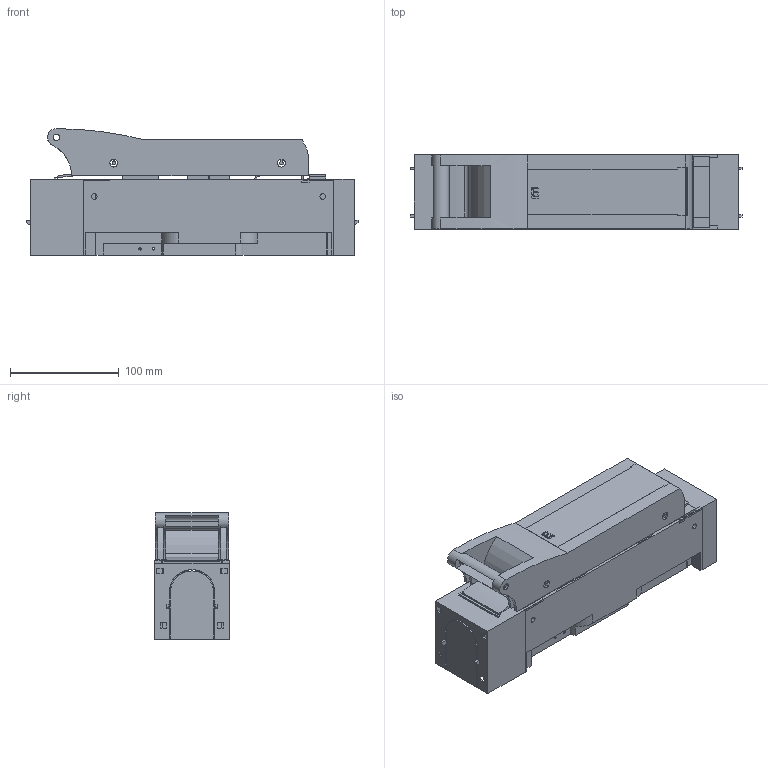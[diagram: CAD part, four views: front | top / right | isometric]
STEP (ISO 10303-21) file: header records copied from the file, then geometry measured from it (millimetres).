
FILE_DESCRIPTION((''),'2;1');
FILE_NAME('KETO-1-1_F_ASM','2021-03-29T',('marketing.praksa'),('Audax d.o.o.'),'CREO PARAMETRIC BY PTC INC, 2017480','CREO PARAMETRIC BY PTC INC, 2017480','');
FILE_SCHEMA(('AUTOMOTIVE_DESIGN { 1 0 10303 214 1 1 1 1 }'));
Length unit declared in the file: millimetre
Products named in the file (10): 158634_L_ANSCHLUSSLASCHE_GR1; 34221_L01_SCHUTZABDECKUNG_OBEN_; 34220_L02_GEHAEUSE_GR_1_1-POLIG; 34222_L_SCHUTZABDECKUNG_UNTEN_G; 34201_L_FRONTPLATTE_GR1_1-POL_1; ETI_LOGO_1_1_1_1_1_1_1_2_3_4_15; ETI_LOGO_2_1_1_1_1_1_1_2_3_4_15; ETI_LOGO_3_1_1_1_1_1_1_2_3_4_15; 34208_L01_SCHEIBE_GR1_1; KETO-1-1_F_ASM
Assembly tree (10 placements, depth 2):
  KETO-1-1_F_ASM
    158634_L_ANSCHLUSSLASCHE_GR1  x2
    34221_L01_SCHUTZABDECKUNG_OBEN_
    34220_L02_GEHAEUSE_GR_1_1-POLIG
    34222_L_SCHUTZABDECKUNG_UNTEN_G
    34201_L_FRONTPLATTE_GR1_1-POL_1
    ETI_LOGO_1_1_1_1_1_1_1_2_3_4_15
    ETI_LOGO_2_1_1_1_1_1_1_2_3_4_15
    ETI_LOGO_3_1_1_1_1_1_1_2_3_4_15
    34208_L01_SCHEIBE_GR1_1
Bounding box: 305.35 x 68.5 x 116.3 mm (x, y, z)
Volume: 788173.6 mm3; surface area: 333660.1 mm2
Topology: 10 solids, 10 shells, 896 faces, 2773 edges, 1878 vertices
Faces by surface type: plane 675, cylinder 209, cone 12
Entity records: 45180 total; most frequent: CARTESIAN_POINT 5622, ORIENTED_EDGE 5376, DIRECTION 4929, PRESENTATION_STYLE_ASSIGNMENT 3563, STYLED_ITEM 3563, CURVE_STYLE 2688, EDGE_CURVE 2688, VECTOR 2141
